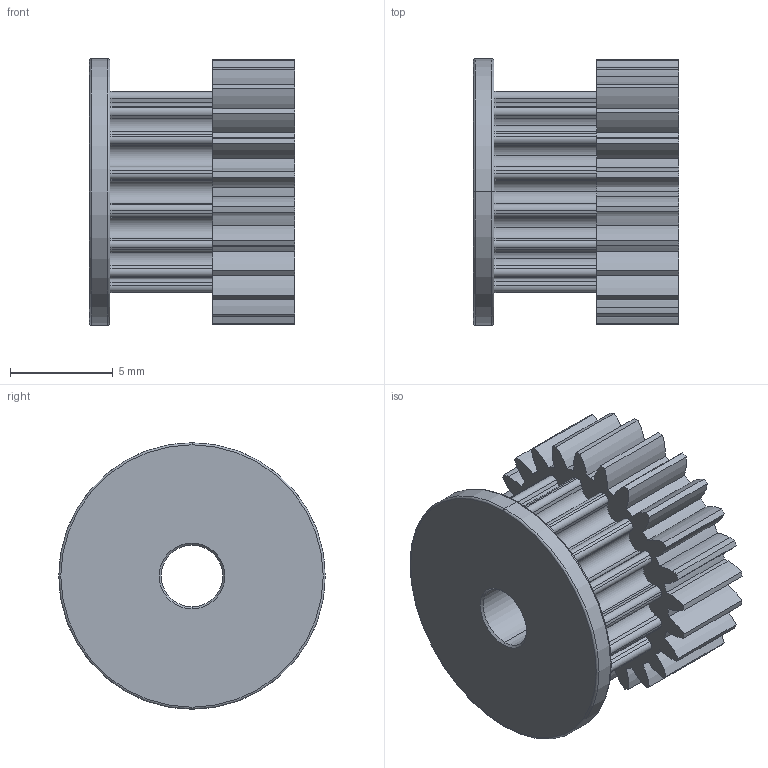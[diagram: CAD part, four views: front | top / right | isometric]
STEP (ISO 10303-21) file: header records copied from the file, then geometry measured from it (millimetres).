
FILE_DESCRIPTION (( 'STEP AP203' ), '1' );
FILE_NAME ('5-gear 0.5M 24T 4FW & pulley 2GT-16 5FW.STEP', '2018-03-29T06:59:22', ( '' ), ( '' ), 'SwSTEP 2.0', 'SolidWorks 2016', '' );
FILE_SCHEMA (( 'CONFIG_CONTROL_DESIGN' ));
Length unit declared in the file: millimetre
Products named in the file (1): 5-gear 0.5M 24T 4FW & pulley 2GT-16 5FW
Bounding box: 10 x 13 x 13 mm (x, y, z)
Volume: 809.2 mm3; surface area: 1021.5 mm2
Topology: 1 solids, 1 shells, 228 faces, 664 edges, 440 vertices
Faces by surface type: cylinder 168, plane 52, torus 4, cone 4
Entity records: 7793 total; most frequent: DIRECTION 1470, CARTESIAN_POINT 1333, ORIENTED_EDGE 1328, EDGE_CURVE 664, AXIS2_PLACEMENT_3D 577, VERTEX_POINT 440, CIRCLE 348, LINE 316
